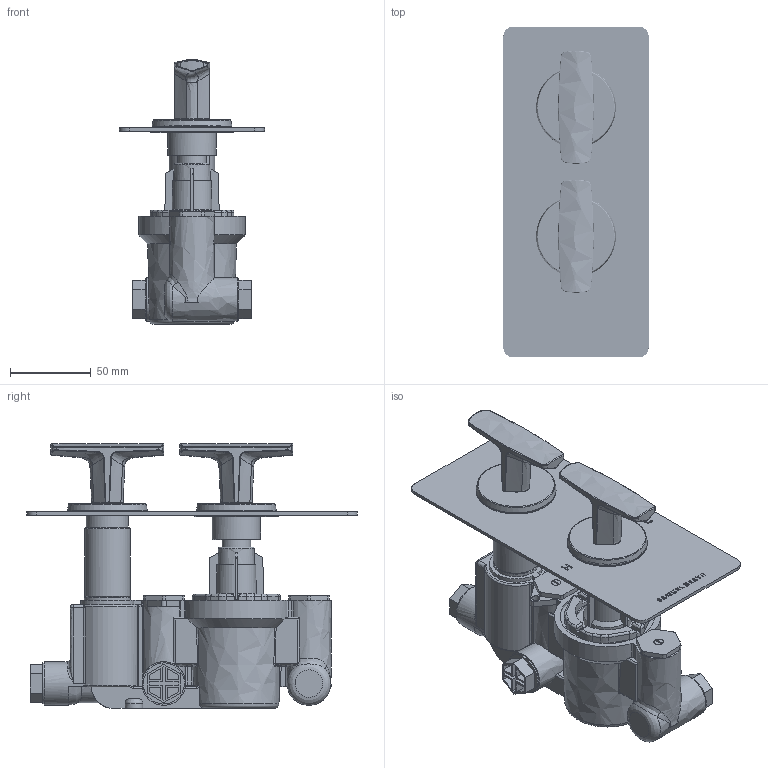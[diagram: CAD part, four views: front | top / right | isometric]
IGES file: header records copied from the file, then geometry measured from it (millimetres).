
Global section: file name: T2001-TCBA; native system: Autodesk Inventor 2020; preprocessor: unknown; author: rclarke; date: 20221207.091128; units: millimetre
Bounding box: 90 x 205 x 164.33 mm (x, y, z)
Volume: 410515.1 mm3; surface area: 266626.3 mm2
Topology: 57 solids, 62 shells, 3492 faces, 9603 edges, 6367 vertices
Faces by surface type: bspline 3492
